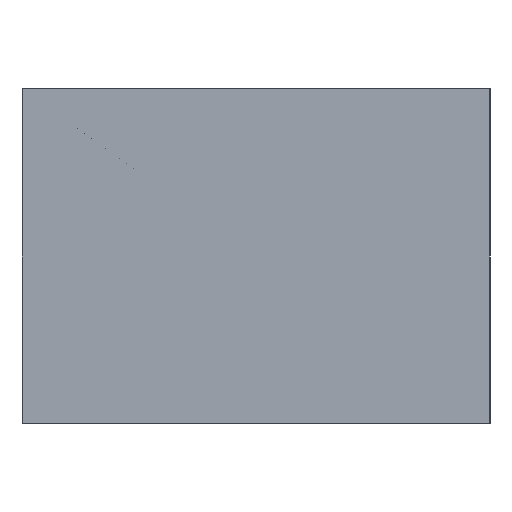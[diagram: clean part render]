
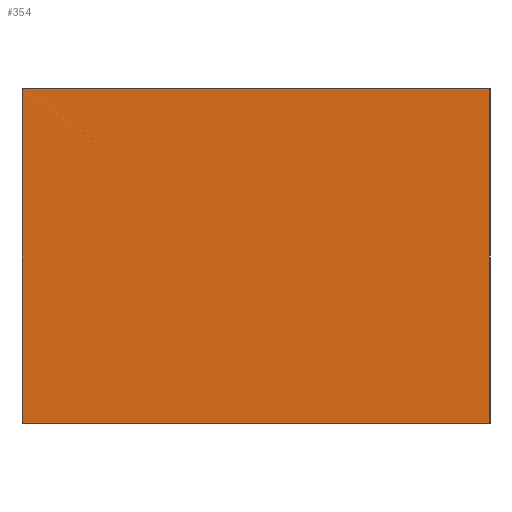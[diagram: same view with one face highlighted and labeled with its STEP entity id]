
A CAD part, left-side view. The second image highlights one B-rep face of the part: STEP entity #354.
In plain terms, the highlighted planar face has unit normal (-1, 0, 0).
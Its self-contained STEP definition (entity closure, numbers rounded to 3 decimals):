
#10 = CARTESIAN_POINT ( 'NONE',  ( -11., -7., 10. ) ) ;
#11 = VECTOR ( 'NONE', #170, 1000. ) ;
#13 = CARTESIAN_POINT ( 'NONE',  ( -11., 7., 10. ) ) ;
#23 = CARTESIAN_POINT ( 'NONE',  ( -11., -7., 10. ) ) ;
#28 = LINE ( 'NONE', #10, #196 ) ;
#60 = CARTESIAN_POINT ( 'NONE',  ( -11., 7., 0. ) ) ;
#69 = VERTEX_POINT ( 'NONE', #70 ) ;
#70 = CARTESIAN_POINT ( 'NONE',  ( -11., -7., 0. ) ) ;
#81 = VERTEX_POINT ( 'NONE', #160 ) ;
#85 = VECTOR ( 'NONE', #155, 1000. ) ;
#106 = CARTESIAN_POINT ( 'NONE',  ( -11., 7., 10. ) ) ;
#110 = EDGE_CURVE ( 'NONE', #117, #187, #356, .T. ) ;
#111 = DIRECTION ( 'NONE',  ( 0., -1., 0. ) ) ;
#117 = VERTEX_POINT ( 'NONE', #106 ) ;
#123 = ORIENTED_EDGE ( 'NONE', *, *, #110, .F. ) ;
#136 = ORIENTED_EDGE ( 'NONE', *, *, #375, .T. ) ;
#139 = EDGE_CURVE ( 'NONE', #117, #81, #229, .T. ) ;
#150 = PLANE ( 'NONE',  #303 ) ;
#155 = DIRECTION ( 'NONE',  ( 0., 0., -1. ) ) ;
#159 = VECTOR ( 'NONE', #111, 1000. ) ;
#160 = CARTESIAN_POINT ( 'NONE',  ( -11., 7., 0. ) ) ;
#170 = DIRECTION ( 'NONE',  ( 0., -1., 0. ) ) ;
#176 = DIRECTION ( 'NONE',  ( 0., 0., -1. ) ) ;
#187 = VERTEX_POINT ( 'NONE', #23 ) ;
#196 = VECTOR ( 'NONE', #176, 1000. ) ;
#229 = LINE ( 'NONE', #360, #85 ) ;
#274 = LINE ( 'NONE', #60, #11 ) ;
#296 = CARTESIAN_POINT ( 'NONE',  ( -11., 7., 10. ) ) ;
#301 = EDGE_LOOP ( 'NONE', ( #123, #328, #136, #325 ) ) ;
#303 = AXIS2_PLACEMENT_3D ( 'NONE', #13, #329, #331 ) ;
#312 = EDGE_CURVE ( 'NONE', #187, #69, #28, .T. ) ;
#325 = ORIENTED_EDGE ( 'NONE', *, *, #312, .F. ) ;
#328 = ORIENTED_EDGE ( 'NONE', *, *, #139, .T. ) ;
#329 = DIRECTION ( 'NONE',  ( 1., 0., 0. ) ) ;
#331 = DIRECTION ( 'NONE',  ( 0., 1., 0. ) ) ;
#354 = ADVANCED_FACE ( 'NONE', ( #362 ), #150, .F. ) ;
#356 = LINE ( 'NONE', #296, #159 ) ;
#360 = CARTESIAN_POINT ( 'NONE',  ( -11., 7., 10. ) ) ;
#362 = FACE_OUTER_BOUND ( 'NONE', #301, .T. ) ;
#375 = EDGE_CURVE ( 'NONE', #81, #69, #274, .T. ) ;
